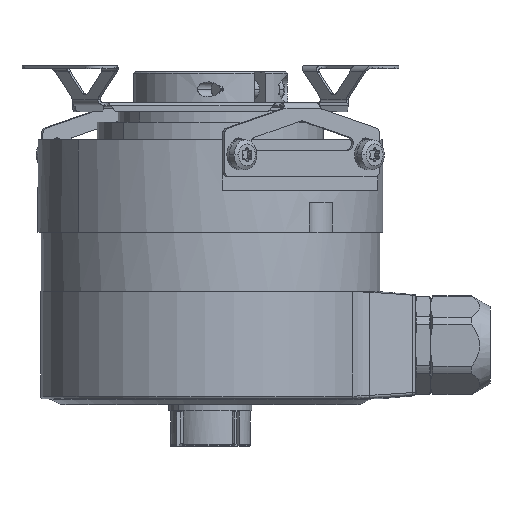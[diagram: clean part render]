
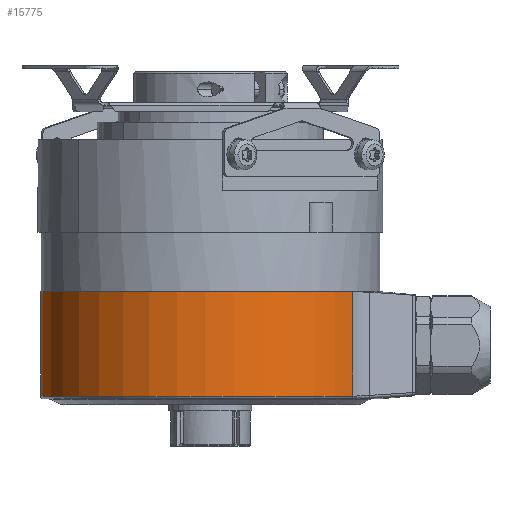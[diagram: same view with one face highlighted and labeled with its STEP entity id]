
A CAD part, left-side view. The second image highlights one B-rep face of the part: STEP entity #15775.
In plain terms, the highlighted cylindrical face has radius 28.5 mm (diameter 57 mm), a partial arc.
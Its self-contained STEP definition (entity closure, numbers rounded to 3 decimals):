
#257=CARTESIAN_POINT('',(15.428,-23.963,-17.542));
#259=CARTESIAN_POINT('',(15.428,-23.963,
-0.004));
#356=CARTESIAN_POINT('',(0.,0.,-17.542));
#357=DIRECTION('',(0.,0.,1.));
#358=DIRECTION('',(0.541,-0.841,0.));
#359=AXIS2_PLACEMENT_3D('',#356,#357,#358);
#361=DIRECTION('',(0.,0.,1.));
#362=VECTOR('',#361,17.537);
#363=CARTESIAN_POINT('',(15.428,-23.963,-17.542));
#364=LINE('',#363,#362);
#365=CARTESIAN_POINT('',(0.,0.,-0.004));
#366=DIRECTION('',(0.,0.,1.));
#367=DIRECTION('',(0.541,-0.841,0.));
#368=AXIS2_PLACEMENT_3D('',#365,#366,#367);
#370=CARTESIAN_POINT('',(0.,0.,-0.004));
#371=DIRECTION('',(0.,0.,1.));
#372=DIRECTION('',(0.,1.,0.));
#373=AXIS2_PLACEMENT_3D('',#370,#371,#372);
#375=DIRECTION('',(0.,0.,-1.));
#376=VECTOR('',#375,17.537);
#377=CARTESIAN_POINT('',(-15.428,-23.963,
-0.004));
#378=LINE('',#377,#376);
#1939=CARTESIAN_POINT('',(-15.428,-23.963,
-17.542));
#1952=CARTESIAN_POINT('',(-15.428,-23.963,
-0.004));
#14508=VERTEX_POINT('',#259);
#14510=VERTEX_POINT('',#1952);
#14514=CARTESIAN_POINT('',(0.,28.5,-0.004));
#14515=VERTEX_POINT('',#14514);
#14524=VERTEX_POINT('',#257);
#14537=VERTEX_POINT('',#1939);
#15761=CARTESIAN_POINT('',(0.,0.,10.));
#15762=DIRECTION('',(0.,0.,1.));
#15763=DIRECTION('',(-1.,0.,0.));
#15764=AXIS2_PLACEMENT_3D('',#15761,#15762,#15763);
#15765=CYLINDRICAL_SURFACE('',#15764,28.5);
#15766=ORIENTED_EDGE('',*,*,#15754,.F.);
#15767=ORIENTED_EDGE('',*,*,#15673,.T.);
#15768=ORIENTED_EDGE('',*,*,#15549,.T.);
#15770=ORIENTED_EDGE('',*,*,#15769,.T.);
#15772=ORIENTED_EDGE('',*,*,#15771,.T.);
#15773=EDGE_LOOP('',(#15766,#15767,#15768,#15770,#15772));
#15774=FACE_OUTER_BOUND('',#15773,.F.);
#360=CIRCLE('',#359,28.5);
#369=CIRCLE('',#368,28.5);
#374=CIRCLE('',#373,28.5);
#15549=EDGE_CURVE('',#14508,#14515,#369,.T.);
#15673=EDGE_CURVE('',#14524,#14508,#364,.T.);
#15754=EDGE_CURVE('',#14524,#14537,#360,.T.);
#15769=EDGE_CURVE('',#14515,#14510,#374,.T.);
#15771=EDGE_CURVE('',#14510,#14537,#378,.T.);
#15775=ADVANCED_FACE('',(#15774),#15765,.T.);
